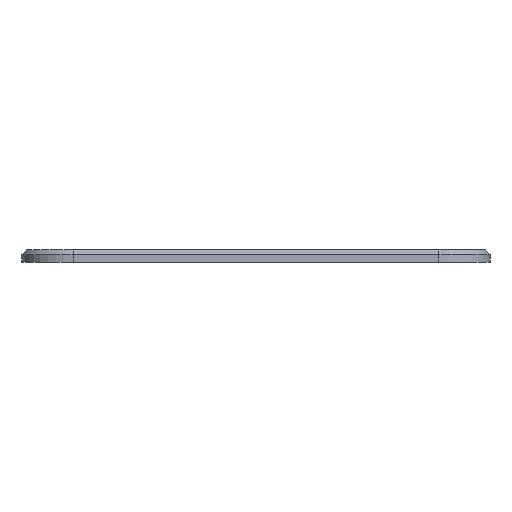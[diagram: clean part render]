
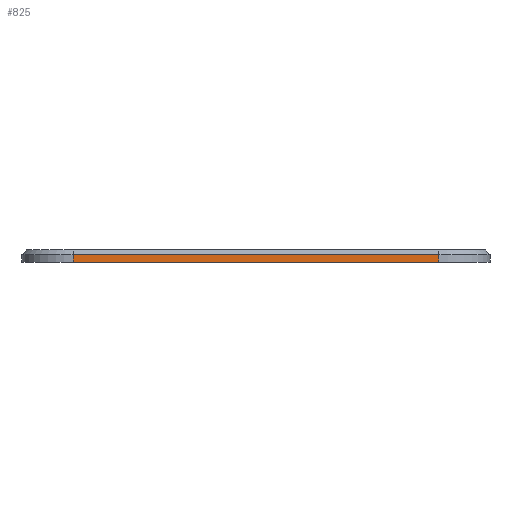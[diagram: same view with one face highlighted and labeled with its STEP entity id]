
A CAD part, left-side view. The second image highlights one B-rep face of the part: STEP entity #825.
In plain terms, the highlighted planar face has unit normal (-1, 0, 0).
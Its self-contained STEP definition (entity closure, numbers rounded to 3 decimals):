
#135=FACE_OUTER_BOUND('',#189,.T.);
#189=EDGE_LOOP('',(#727,#728,#729,#730));
#218=LINE('',#1201,#294);
#220=LINE('',#1207,#296);
#277=LINE('',#1375,#353);
#278=LINE('',#1378,#354);
#294=VECTOR('',#968,10.);
#296=VECTOR('',#974,10.);
#353=VECTOR('',#1145,10.);
#354=VECTOR('',#1150,10.);
#368=VERTEX_POINT('',#1190);
#369=VERTEX_POINT('',#1194);
#372=VERTEX_POINT('',#1205);
#426=VERTEX_POINT('',#1374);
#450=EDGE_CURVE('',#369,#368,#218,.T.);
#453=EDGE_CURVE('',#372,#369,#220,.T.);
#536=EDGE_CURVE('',#426,#368,#277,.T.);
#538=EDGE_CURVE('',#372,#426,#278,.T.);
#727=ORIENTED_EDGE('',*,*,#450,.F.);
#728=ORIENTED_EDGE('',*,*,#453,.F.);
#729=ORIENTED_EDGE('',*,*,#538,.T.);
#730=ORIENTED_EDGE('',*,*,#536,.T.);
#783=PLANE('',#917);
#825=ADVANCED_FACE('',(#135),#783,.T.);
#917=AXIS2_PLACEMENT_3D('',#1377,#1148,#1149);
#968=DIRECTION('',(0.,-1.,0.));
#974=DIRECTION('',(0.,0.,1.));
#1145=DIRECTION('',(0.,0.,1.));
#1148=DIRECTION('center_axis',(-1.,0.,0.));
#1149=DIRECTION('ref_axis',(0.,-1.,0.));
#1150=DIRECTION('',(0.,-1.,0.));
#1190=CARTESIAN_POINT('',(-5.5,10.5,9.3));
#1194=CARTESIAN_POINT('',(-5.5,85.5,9.3));
#1201=CARTESIAN_POINT('',(-5.5,66.75,9.3));
#1205=CARTESIAN_POINT('',(-5.5,85.5,7.8));
#1207=CARTESIAN_POINT('',(-5.5,85.5,7.8));
#1374=CARTESIAN_POINT('',(-5.5,10.5,7.8));
#1375=CARTESIAN_POINT('',(-5.5,10.5,7.8));
#1377=CARTESIAN_POINT('Origin',(-5.5,85.5,7.8));
#1378=CARTESIAN_POINT('',(-5.5,85.5,7.8));
